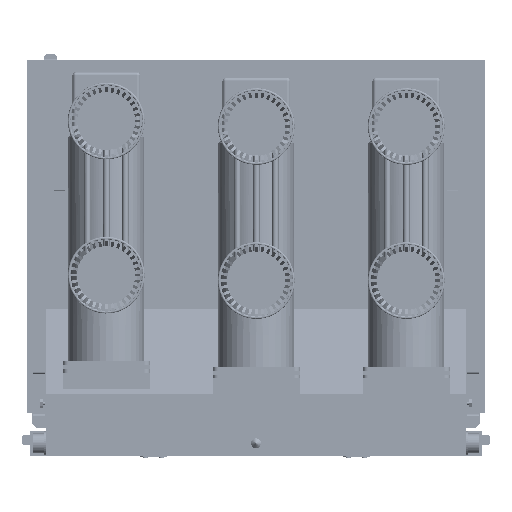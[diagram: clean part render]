
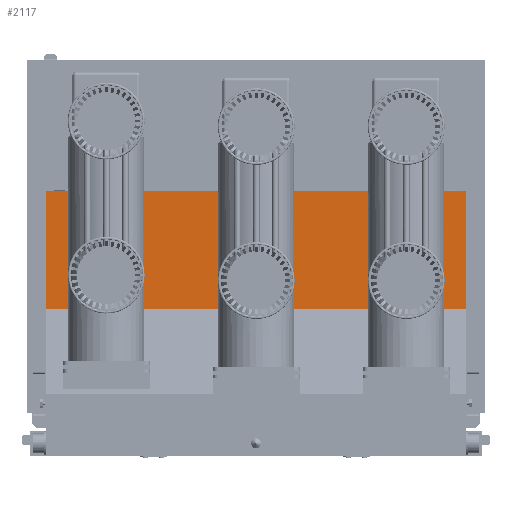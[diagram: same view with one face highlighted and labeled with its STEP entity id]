
A CAD part, left-side view. The second image highlights one B-rep face of the part: STEP entity #2117.
In plain terms, the highlighted planar face has unit normal (-1, 0, 0).
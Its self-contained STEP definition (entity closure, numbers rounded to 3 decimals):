
#2117=ADVANCED_FACE('',(#30647),#30649,.T.);
#30647=FACE_BOUND('',#30648,.T.);
#30648=EDGE_LOOP('',(#62700,#62701,#62702,#62703));
#30649=PLANE('',#30650);
#30650=AXIS2_PLACEMENT_3D('',#30651,#30652,#30653);
#30651=CARTESIAN_POINT('',(-166.5,-384.5,223.));
#30652=DIRECTION('',(-1.,0.,0.));
#30653=DIRECTION('',(0.,0.,1.));
#62700=ORIENTED_EDGE('',*,*,#90555,.T.);
#62701=ORIENTED_EDGE('',*,*,#90640,.T.);
#62702=ORIENTED_EDGE('',*,*,#90575,.F.);
#62703=ORIENTED_EDGE('',*,*,#90643,.F.);
#90555=EDGE_CURVE('',#102582,#102580,#102583,.T.);
#90575=EDGE_CURVE('',#102618,#102620,#102621,.T.);
#90640=EDGE_CURVE('',#102580,#102620,#102742,.T.);
#90643=EDGE_CURVE('',#102582,#102618,#102746,.T.);
#102580=VERTEX_POINT('',#122851);
#102582=VERTEX_POINT('',#122855);
#102583=LINE('',#122856,#122857);
#102618=VERTEX_POINT('',#122929);
#102620=VERTEX_POINT('',#122933);
#102621=LINE('',#122934,#122935);
#102742=LINE('',#123185,#123186);
#102746=LINE('',#123195,#123196);
#122851=CARTESIAN_POINT('',(-166.5,-384.5,440.));
#122855=CARTESIAN_POINT('',(-166.5,-384.5,223.));
#122856=CARTESIAN_POINT('',(-166.5,-384.5,223.));
#122857=VECTOR('',#122858,1.);
#122858=DIRECTION('',(0.,0.,1.));
#122929=CARTESIAN_POINT('',(-166.5,384.5,223.));
#122933=CARTESIAN_POINT('',(-166.5,384.5,440.));
#122934=CARTESIAN_POINT('',(-166.5,384.5,223.));
#122935=VECTOR('',#122936,1.);
#122936=DIRECTION('',(0.,0.,1.));
#123185=CARTESIAN_POINT('',(-166.5,-384.5,440.));
#123186=VECTOR('',#123187,1.);
#123187=DIRECTION('',(0.,1.,0.));
#123195=CARTESIAN_POINT('',(-166.5,-384.5,223.));
#123196=VECTOR('',#123197,1.);
#123197=DIRECTION('',(0.,1.,0.));
